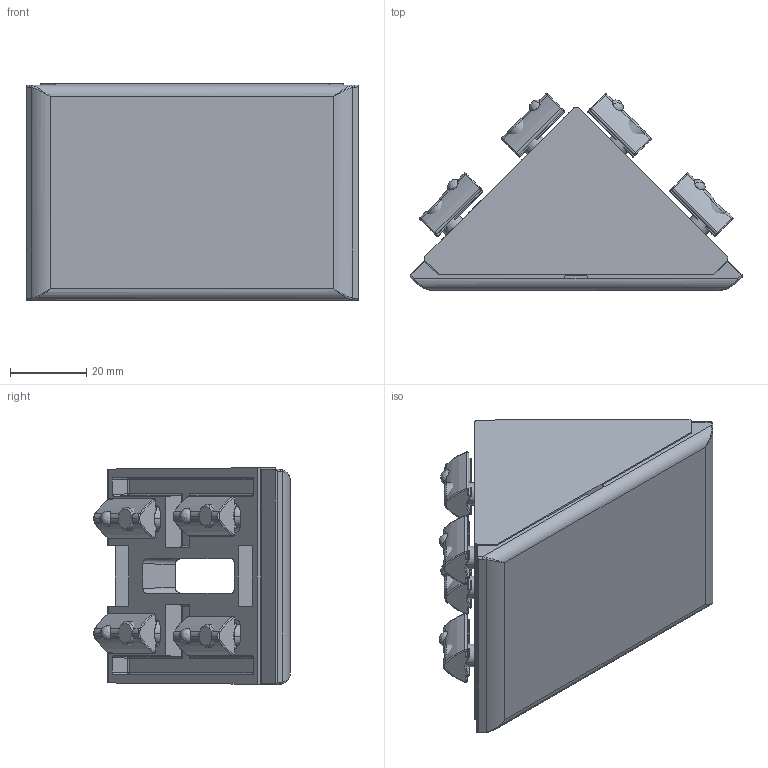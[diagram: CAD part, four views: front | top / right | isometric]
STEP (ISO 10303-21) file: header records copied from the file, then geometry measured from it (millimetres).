
FILE_DESCRIPTION (( 'STEP AP214' ), '1' );
FILE_NAME ('202300205.STEP', '2014-02-21T14:12:24', ( '' ), ( '' ), 'SwSTEP 2.0', 'SolidWorks 2014', '' );
FILE_SCHEMA (( 'AUTOMOTIVE_DESIGN' ));
Length unit declared in the file: millimetre
Products named in the file (1): 202300205
Bounding box: 87.3 x 51.73 x 57 mm (x, y, z)
Volume: 59955.6 mm3; surface area: 43991.9 mm2
Topology: 34 solids, 34 shells, 1315 faces, 3301 edges, 1956 vertices
Faces by surface type: cylinder 467, plane 444, bspline 353, cone 51
Entity records: 64029 total; most frequent: CARTESIAN_POINT 20894, ORIENTED_EDGE 6394, DIRECTION 5350, EDGE_CURVE 3197, VERTEX_POINT 1956, AXIS2_PLACEMENT_3D 1902, VECTOR 1546, LINE 1546
